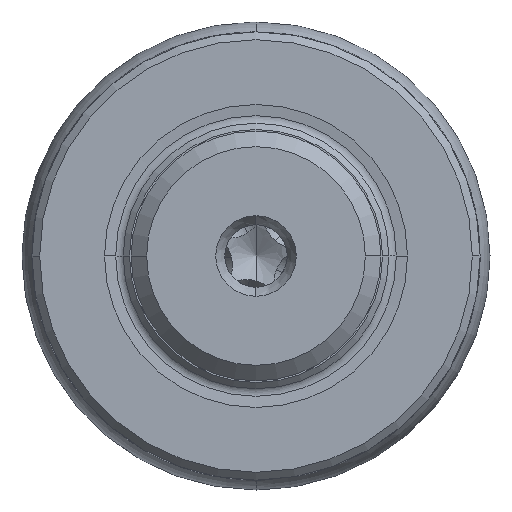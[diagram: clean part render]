
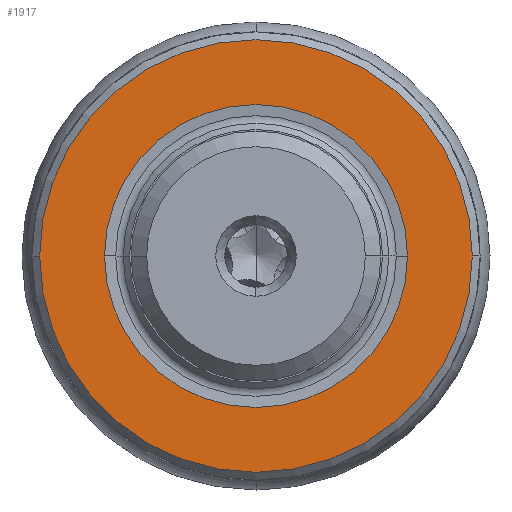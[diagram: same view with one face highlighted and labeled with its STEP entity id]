
A CAD part, left-side view. The second image highlights one B-rep face of the part: STEP entity #1917.
In plain terms, the highlighted planar face has unit normal (-1, 0, 0).
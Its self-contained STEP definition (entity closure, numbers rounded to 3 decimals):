
#192 = EDGE_CURVE ( 'NONE', #6673, #687, #3675, .T. ) ;
#235 = VERTEX_POINT ( 'NONE', #4653 ) ;
#447 = EDGE_CURVE ( 'NONE', #687, #6673, #3873, .T. ) ;
#687 = VERTEX_POINT ( 'NONE', #5612 ) ;
#747 = AXIS2_PLACEMENT_3D ( 'NONE', #8277, #6290, #1822 ) ;
#765 = FACE_BOUND ( 'NONE', #6662, .T. ) ;
#1822 = DIRECTION ( 'NONE',  ( 0., 1., 0. ) ) ;
#1917 = ADVANCED_FACE ( 'NONE', ( #765, #7399 ), #6277, .T. ) ;
#1959 = DIRECTION ( 'NONE',  ( 1., 0., 0. ) ) ;
#2145 = DIRECTION ( 'NONE',  ( 0., 1., 0. ) ) ;
#2227 = CARTESIAN_POINT ( 'NONE',  ( -26.908, 0., 0. ) ) ;
#2249 = CIRCLE ( 'NONE', #747, 13.85 ) ;
#2707 = AXIS2_PLACEMENT_3D ( 'NONE', #5174, #1959, #7838 ) ;
#3065 = CARTESIAN_POINT ( 'NONE',  ( -26.908, -9.7, 0. ) ) ;
#3634 = EDGE_CURVE ( 'NONE', #6642, #235, #2249, .T. ) ;
#3675 = CIRCLE ( 'NONE', #7404, 9.7 ) ;
#3763 = ORIENTED_EDGE ( 'NONE', *, *, #7585, .F. ) ;
#3765 = DIRECTION ( 'NONE',  ( 0., -1., 0. ) ) ;
#3784 = AXIS2_PLACEMENT_3D ( 'NONE', #4042, #6588, #2145 ) ;
#3873 = CIRCLE ( 'NONE', #3784, 9.7 ) ;
#4042 = CARTESIAN_POINT ( 'NONE',  ( -26.908, 0., 0. ) ) ;
#4044 = DIRECTION ( 'NONE',  ( 0., 1., 0. ) ) ;
#4306 = AXIS2_PLACEMENT_3D ( 'NONE', #7632, #6364, #3765 ) ;
#4448 = ORIENTED_EDGE ( 'NONE', *, *, #3634, .F. ) ;
#4653 = CARTESIAN_POINT ( 'NONE',  ( -26.908, -13.85, 0. ) ) ;
#5174 = CARTESIAN_POINT ( 'NONE',  ( -26.908, 0., 0. ) ) ;
#5304 = DIRECTION ( 'NONE',  ( 1., 0., 0. ) ) ;
#5612 = CARTESIAN_POINT ( 'NONE',  ( -26.908, 9.7, 0. ) ) ;
#5727 = ORIENTED_EDGE ( 'NONE', *, *, #192, .T. ) ;
#6277 = PLANE ( 'NONE',  #4306 ) ;
#6290 = DIRECTION ( 'NONE',  ( 1., 0., 0. ) ) ;
#6337 = EDGE_LOOP ( 'NONE', ( #4448, #3763 ) ) ;
#6364 = DIRECTION ( 'NONE',  ( -1., 0., 0. ) ) ;
#6588 = DIRECTION ( 'NONE',  ( 1., 0., 0. ) ) ;
#6642 = VERTEX_POINT ( 'NONE', #7554 ) ;
#6662 = EDGE_LOOP ( 'NONE', ( #5727, #8188 ) ) ;
#6673 = VERTEX_POINT ( 'NONE', #3065 ) ;
#7399 = FACE_OUTER_BOUND ( 'NONE', #6337, .T. ) ;
#7404 = AXIS2_PLACEMENT_3D ( 'NONE', #2227, #5304, #4044 ) ;
#7554 = CARTESIAN_POINT ( 'NONE',  ( -26.908, 13.85, 0. ) ) ;
#7585 = EDGE_CURVE ( 'NONE', #235, #6642, #8306, .T. ) ;
#7632 = CARTESIAN_POINT ( 'NONE',  ( -26.908, 13.85, 0. ) ) ;
#7838 = DIRECTION ( 'NONE',  ( 0., 1., 0. ) ) ;
#8188 = ORIENTED_EDGE ( 'NONE', *, *, #447, .T. ) ;
#8277 = CARTESIAN_POINT ( 'NONE',  ( -26.908, 0., 0. ) ) ;
#8306 = CIRCLE ( 'NONE', #2707, 13.85 ) ;
